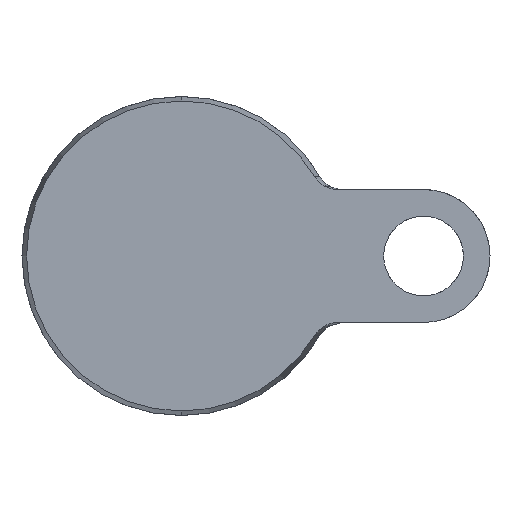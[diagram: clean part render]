
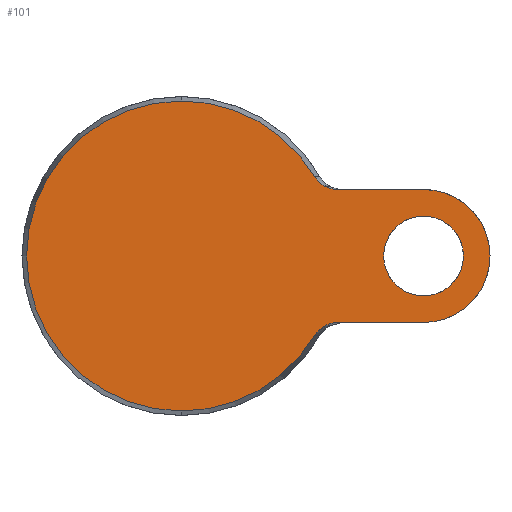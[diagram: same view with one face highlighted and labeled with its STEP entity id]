
A CAD part, front view. The second image highlights one B-rep face of the part: STEP entity #101.
In plain terms, the highlighted planar face has unit normal (0, -1, 0).
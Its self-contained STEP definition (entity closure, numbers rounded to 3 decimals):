
#12 = CARTESIAN_POINT ( 'NONE',  ( 25.011, 0., -14.959 ) ) ;
#18 = AXIS2_PLACEMENT_3D ( 'NONE', #617, #496, #1088 ) ;
#53 = DIRECTION ( 'NONE',  ( 0., 0., -1. ) ) ;
#92 = CARTESIAN_POINT ( 'NONE',  ( 15., 0., 12.5 ) ) ;
#101 = ADVANCED_FACE ( 'NONE', ( #1413, #240 ), #1259, .F. ) ;
#104 = B_SPLINE_CURVE_WITH_KNOTS ( 'NONE', 3,
 ( #12, #1041, #1367, #697, #1261, #469, #125, #691, #460, #577, #1050, #1274, #248 ),
 .UNSPECIFIED., .F., .F.,
 ( 4, 2, 2, 1, 2, 2, 4 ),
 ( 0., 0.001, 0.002, 0.003, 0.003, 0.004, 0.005 ),
 .UNSPECIFIED. ) ;
#125 = CARTESIAN_POINT ( 'NONE',  ( 26.862, 0., -13.142 ) ) ;
#126 = VERTEX_POINT ( 'NONE', #409 ) ;
#131 = CARTESIAN_POINT ( 'NONE',  ( 45.5, 0., 12.5 ) ) ;
#133 = CARTESIAN_POINT ( 'NONE',  ( 27.253, 0., 12.954 ) ) ;
#145 = DIRECTION ( 'NONE',  ( 0., 0., 1. ) ) ;
#176 = DIRECTION ( 'NONE',  ( 0., -1., 0. ) ) ;
#216 = CARTESIAN_POINT ( 'NONE',  ( 26.495, 0., 13.38 ) ) ;
#221 = CARTESIAN_POINT ( 'NONE',  ( 45.5, 0., -12.5 ) ) ;
#230 = VERTEX_POINT ( 'NONE', #986 ) ;
#231 = DIRECTION ( 'NONE',  ( 0., 1., 0. ) ) ;
#240 = FACE_BOUND ( 'NONE', #730, .T. ) ;
#246 = CARTESIAN_POINT ( 'NONE',  ( 27.869, 0., 12.721 ) ) ;
#248 = CARTESIAN_POINT ( 'NONE',  ( 29.374, 0., -12.5 ) ) ;
#258 = CIRCLE ( 'NONE', #1196, 7.5 ) ;
#282 = CARTESIAN_POINT ( 'NONE',  ( 0., 0., 0. ) ) ;
#290 = EDGE_CURVE ( 'NONE', #1223, #461, #1244, .T. ) ;
#294 = CARTESIAN_POINT ( 'NONE',  ( 25.011, 0., 14.959 ) ) ;
#318 = VERTEX_POINT ( 'NONE', #221 ) ;
#319 = EDGE_CURVE ( 'NONE', #318, #1322, #666, .T. ) ;
#321 = CARTESIAN_POINT ( 'NONE',  ( 29.374, 0., 12.5 ) ) ;
#330 = CARTESIAN_POINT ( 'NONE',  ( 25.237, 0., 14.58 ) ) ;
#363 = DIRECTION ( 'NONE',  ( 0., 0., -1. ) ) ;
#389 = CARTESIAN_POINT ( 'NONE',  ( 25.011, 0., -14.959 ) ) ;
#409 = CARTESIAN_POINT ( 'NONE',  ( 45.5, 0., 7.5 ) ) ;
#424 = VECTOR ( 'NONE', #1119, 1000. ) ;
#447 = CARTESIAN_POINT ( 'NONE',  ( 27.659, 0., 12.79 ) ) ;
#454 = CARTESIAN_POINT ( 'NONE',  ( 25.507, 0., 14.24 ) ) ;
#458 = CARTESIAN_POINT ( 'NONE',  ( 28.502, 0., 12.556 ) ) ;
#460 = CARTESIAN_POINT ( 'NONE',  ( 27.662, 0., -12.789 ) ) ;
#461 = VERTEX_POINT ( 'NONE', #131 ) ;
#469 = CARTESIAN_POINT ( 'NONE',  ( 26.497, 0., -13.379 ) ) ;
#496 = DIRECTION ( 'NONE',  ( 0., 1., 0. ) ) ;
#508 = EDGE_CURVE ( 'NONE', #126, #230, #946, .T. ) ;
#516 = ORIENTED_EDGE ( 'NONE', *, *, #567, .F. ) ;
#518 = CARTESIAN_POINT ( 'NONE',  ( 0., 0., -29.143 ) ) ;
#527 = CARTESIAN_POINT ( 'NONE',  ( 45.5, 0., 0. ) ) ;
#536 = AXIS2_PLACEMENT_3D ( 'NONE', #1026, #1035, #53 ) ;
#554 = CIRCLE ( 'NONE', #1403, 29.143 ) ;
#564 = CARTESIAN_POINT ( 'NONE',  ( 0., 0., 0. ) ) ;
#567 = EDGE_CURVE ( 'NONE', #461, #318, #1069, .T. ) ;
#568 = CARTESIAN_POINT ( 'NONE',  ( 45.5, 0., 0. ) ) ;
#577 = CARTESIAN_POINT ( 'NONE',  ( 27.871, 0., -12.72 ) ) ;
#586 = CARTESIAN_POINT ( 'NONE',  ( 25.976, 0., 13.785 ) ) ;
#603 = ORIENTED_EDGE ( 'NONE', *, *, #319, .F. ) ;
#617 = CARTESIAN_POINT ( 'NONE',  ( 45.5, 0., 0. ) ) ;
#629 = VERTEX_POINT ( 'NONE', #518 ) ;
#633 = EDGE_CURVE ( 'NONE', #629, #865, #554, .T. ) ;
#637 = AXIS2_PLACEMENT_3D ( 'NONE', #564, #1023, #363 ) ;
#644 = B_SPLINE_CURVE_WITH_KNOTS ( 'NONE', 3,
 ( #1353, #808, #458, #246, #447, #133, #816, #1150, #216, #1135, #586, #454, #330, #1048 ),
 .UNSPECIFIED., .F., .F.,
 ( 4, 2, 2, 2, 2, 2, 4 ),
 ( 0., 0.001, 0.002, 0.003, 0.003, 0.004, 0.005 ),
 .UNSPECIFIED. ) ;
#666 = LINE ( 'NONE', #1457, #424 ) ;
#691 = CARTESIAN_POINT ( 'NONE',  ( 27.255, 0., -12.953 ) ) ;
#696 = CARTESIAN_POINT ( 'NONE',  ( -29.143, 0., 0. ) ) ;
#697 = CARTESIAN_POINT ( 'NONE',  ( 25.977, 0., -13.784 ) ) ;
#722 = EDGE_CURVE ( 'NONE', #855, #871, #882, .T. ) ;
#724 = ORIENTED_EDGE ( 'NONE', *, *, #1408, .T. ) ;
#730 = EDGE_LOOP ( 'NONE', ( #1036, #1228 ) ) ;
#808 = CARTESIAN_POINT ( 'NONE',  ( 28.933, 0., 12.5 ) ) ;
#816 = CARTESIAN_POINT ( 'NONE',  ( 27.057, 0., 13.048 ) ) ;
#855 = VERTEX_POINT ( 'NONE', #294 ) ;
#865 = VERTEX_POINT ( 'NONE', #389 ) ;
#871 = VERTEX_POINT ( 'NONE', #983 ) ;
#882 = CIRCLE ( 'NONE', #536, 29.143 ) ;
#914 = ORIENTED_EDGE ( 'NONE', *, *, #1015, .T. ) ;
#946 = CIRCLE ( 'NONE', #977, 7.5 ) ;
#977 = AXIS2_PLACEMENT_3D ( 'NONE', #568, #231, #145 ) ;
#983 = CARTESIAN_POINT ( 'NONE',  ( 0., 0., 29.143 ) ) ;
#986 = CARTESIAN_POINT ( 'NONE',  ( 45.5, 0., -7.5 ) ) ;
#990 = EDGE_CURVE ( 'NONE', #871, #629, #1474, .T. ) ;
#992 = DIRECTION ( 'NONE',  ( 0., 0., 1. ) ) ;
#998 = DIRECTION ( 'NONE',  ( 1., 0., 0. ) ) ;
#1015 = EDGE_CURVE ( 'NONE', #865, #1322, #104, .T. ) ;
#1016 = ORIENTED_EDGE ( 'NONE', *, *, #290, .F. ) ;
#1023 = DIRECTION ( 'NONE',  ( 0., -1., 0. ) ) ;
#1026 = CARTESIAN_POINT ( 'NONE',  ( 0., 0., 0. ) ) ;
#1035 = DIRECTION ( 'NONE',  ( 0., -1., 0. ) ) ;
#1036 = ORIENTED_EDGE ( 'NONE', *, *, #1362, .T. ) ;
#1041 = CARTESIAN_POINT ( 'NONE',  ( 25.237, 0., -14.58 ) ) ;
#1048 = CARTESIAN_POINT ( 'NONE',  ( 25.011, 0., 14.959 ) ) ;
#1049 = DIRECTION ( 'NONE',  ( 0., 1., 0. ) ) ;
#1050 = CARTESIAN_POINT ( 'NONE',  ( 28.503, 0., -12.556 ) ) ;
#1069 = CIRCLE ( 'NONE', #18, 12.5 ) ;
#1088 = DIRECTION ( 'NONE',  ( 0., 0., -1. ) ) ;
#1119 = DIRECTION ( 'NONE',  ( -1., 0., 0. ) ) ;
#1130 = ORIENTED_EDGE ( 'NONE', *, *, #722, .T. ) ;
#1135 = CARTESIAN_POINT ( 'NONE',  ( 26.144, 0., 13.642 ) ) ;
#1150 = CARTESIAN_POINT ( 'NONE',  ( 26.678, 0., 13.261 ) ) ;
#1196 = AXIS2_PLACEMENT_3D ( 'NONE', #527, #1225, #992 ) ;
#1223 = VERTEX_POINT ( 'NONE', #321 ) ;
#1225 = DIRECTION ( 'NONE',  ( 0., 1., 0. ) ) ;
#1228 = ORIENTED_EDGE ( 'NONE', *, *, #508, .T. ) ;
#1244 = LINE ( 'NONE', #92, #1473 ) ;
#1259 = PLANE ( 'NONE',  #1279 ) ;
#1261 = CARTESIAN_POINT ( 'NONE',  ( 26.146, 0., -13.64 ) ) ;
#1274 = CARTESIAN_POINT ( 'NONE',  ( 28.933, 0., -12.5 ) ) ;
#1279 = AXIS2_PLACEMENT_3D ( 'NONE', #696, #1049, #1280 ) ;
#1280 = DIRECTION ( 'NONE',  ( 0., 0., 1. ) ) ;
#1322 = VERTEX_POINT ( 'NONE', #1459 ) ;
#1353 = CARTESIAN_POINT ( 'NONE',  ( 29.374, 0., 12.5 ) ) ;
#1362 = EDGE_CURVE ( 'NONE', #230, #126, #258, .T. ) ;
#1367 = CARTESIAN_POINT ( 'NONE',  ( 25.508, 0., -14.24 ) ) ;
#1383 = ORIENTED_EDGE ( 'NONE', *, *, #633, .T. ) ;
#1403 = AXIS2_PLACEMENT_3D ( 'NONE', #282, #176, #1435 ) ;
#1408 = EDGE_CURVE ( 'NONE', #1223, #855, #644, .T. ) ;
#1413 = FACE_OUTER_BOUND ( 'NONE', #1445, .T. ) ;
#1435 = DIRECTION ( 'NONE',  ( 0., 0., -1. ) ) ;
#1441 = ORIENTED_EDGE ( 'NONE', *, *, #990, .T. ) ;
#1445 = EDGE_LOOP ( 'NONE', ( #1016, #724, #1130, #1441, #1383, #914, #603, #516 ) ) ;
#1457 = CARTESIAN_POINT ( 'NONE',  ( 15., 0., -12.5 ) ) ;
#1459 = CARTESIAN_POINT ( 'NONE',  ( 29.374, 0., -12.5 ) ) ;
#1473 = VECTOR ( 'NONE', #998, 1000. ) ;
#1474 = CIRCLE ( 'NONE', #637, 29.143 ) ;
